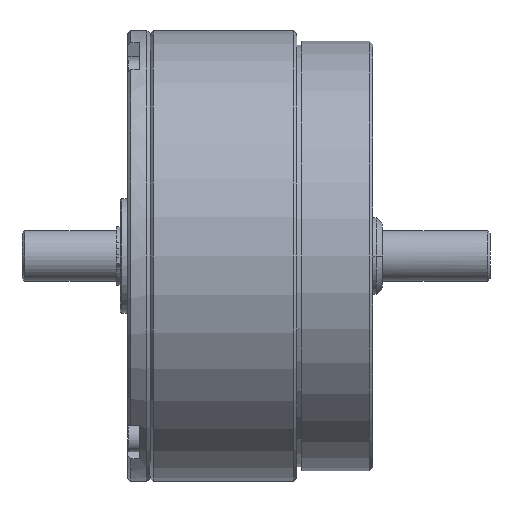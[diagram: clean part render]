
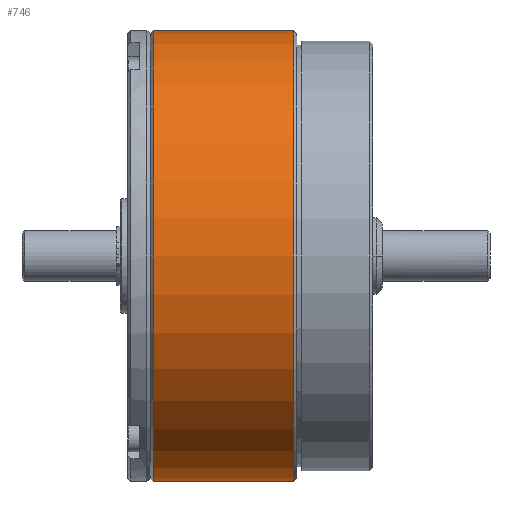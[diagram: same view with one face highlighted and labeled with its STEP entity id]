
A CAD part, front view. The second image highlights one B-rep face of the part: STEP entity #746.
In plain terms, the highlighted cylindrical face has radius 56.35 mm (diameter 112.7 mm), a partial arc.
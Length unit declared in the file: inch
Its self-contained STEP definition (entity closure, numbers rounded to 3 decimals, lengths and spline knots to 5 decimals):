
#200 = ORIENTED_EDGE ( 'NONE', *, *, #6157, .T. ) ;
#274 = CARTESIAN_POINT ( 'NONE',  ( 1.633, 0., 0. ) ) ;
#308 = CARTESIAN_POINT ( 'NONE',  ( 0.25, 0., 0. ) ) ;
#722 = ORIENTED_EDGE ( 'NONE', *, *, #6855, .F. ) ;
#746 = ADVANCED_FACE ( 'NONE', ( #9701 ), #6604, .T. ) ;
#963 = VECTOR ( 'NONE', #6064, 39.37008 ) ;
#1076 = DIRECTION ( 'NONE',  ( 0., 0., 1. ) ) ;
#1120 = DIRECTION ( 'NONE',  ( 0., 0., -1. ) ) ;
#1544 = EDGE_CURVE ( 'NONE', #7553, #7139, #9132, .T. ) ;
#1973 = AXIS2_PLACEMENT_3D ( 'NONE', #3766, #5331, #9306 ) ;
#2903 = CARTESIAN_POINT ( 'NONE',  ( 1.963, 0., -2.2185 ) ) ;
#3377 = CARTESIAN_POINT ( 'NONE',  ( 0.25, 0., -2.2185 ) ) ;
#3756 = CARTESIAN_POINT ( 'NONE',  ( 0.25, 0., 2.2185 ) ) ;
#3766 = CARTESIAN_POINT ( 'NONE',  ( 1.963, 0., 0. ) ) ;
#4205 = AXIS2_PLACEMENT_3D ( 'NONE', #308, #5887, #1120 ) ;
#4352 = CIRCLE ( 'NONE', #4205, 2.2185 ) ;
#4424 = DIRECTION ( 'NONE',  ( 1., 0., 0. ) ) ;
#4465 = CARTESIAN_POINT ( 'NONE',  ( 1.963, 0., 2.2185 ) ) ;
#4850 = CARTESIAN_POINT ( 'NONE',  ( 1.633, 0., 2.2185 ) ) ;
#5331 = DIRECTION ( 'NONE',  ( 1., 0., 0. ) ) ;
#5520 = EDGE_CURVE ( 'NONE', #6603, #7553, #9185, .T. ) ;
#5858 = DIRECTION ( 'NONE',  ( -1., 0., 0. ) ) ;
#5887 = DIRECTION ( 'NONE',  ( 1., 0., 0. ) ) ;
#6064 = DIRECTION ( 'NONE',  ( 1., 0., 0. ) ) ;
#6157 = EDGE_CURVE ( 'NONE', #7947, #6603, #4352, .T. ) ;
#6515 = AXIS2_PLACEMENT_3D ( 'NONE', #274, #5858, #1076 ) ;
#6603 = VERTEX_POINT ( 'NONE', #3377 ) ;
#6604 = CYLINDRICAL_SURFACE ( 'NONE', #1973, 2.2185 ) ;
#6855 = EDGE_CURVE ( 'NONE', #7947, #7139, #7304, .T. ) ;
#7139 = VERTEX_POINT ( 'NONE', #4850 ) ;
#7304 = LINE ( 'NONE', #4465, #963 ) ;
#7553 = VERTEX_POINT ( 'NONE', #7821 ) ;
#7821 = CARTESIAN_POINT ( 'NONE',  ( 1.633, 0., -2.2185 ) ) ;
#7947 = VERTEX_POINT ( 'NONE', #3756 ) ;
#8629 = ORIENTED_EDGE ( 'NONE', *, *, #5520, .T. ) ;
#8943 = VECTOR ( 'NONE', #4424, 39.37008 ) ;
#9132 = CIRCLE ( 'NONE', #6515, 2.2185 ) ;
#9185 = LINE ( 'NONE', #2903, #8943 ) ;
#9306 = DIRECTION ( 'NONE',  ( 0., 0., -1. ) ) ;
#9606 = EDGE_LOOP ( 'NONE', ( #722, #200, #8629, #9921 ) ) ;
#9701 = FACE_OUTER_BOUND ( 'NONE', #9606, .T. ) ;
#9921 = ORIENTED_EDGE ( 'NONE', *, *, #1544, .T. ) ;
